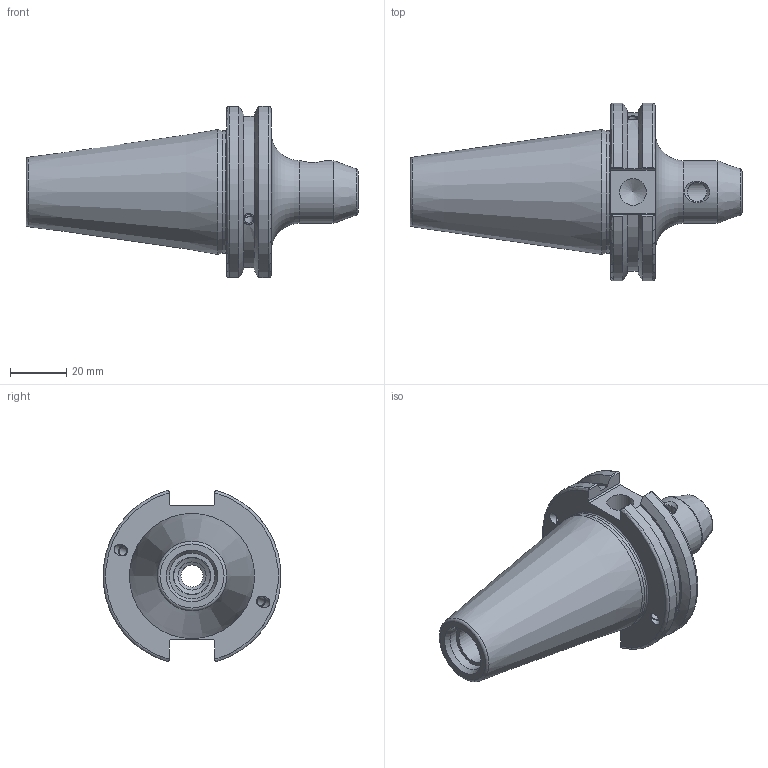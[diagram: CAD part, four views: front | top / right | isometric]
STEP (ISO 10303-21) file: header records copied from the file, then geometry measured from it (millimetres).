
FILE_DESCRIPTION(/* description */ (''),/* implementation_level */ '2;1');
FILE_NAME(/* name */ 'AK003C.stp',/* time_stamp */ '2022-07-22T09:43:11+09:00',/* author */ ('eos'),/* organization */ (''),/* preprocessor_version */ 'ST-DEVELOPER v18.1',/* originating_system */ 'Autodesk Inventor 2022',/* authorisation */ '');
FILE_SCHEMA (('AUTOMOTIVE_DESIGN { 1 0 10303 214 3 1 1 }'));
Length unit declared in the file: millimetre
Products named in the file (1): CAT50
Bounding box: 118.25 x 63.26 x 61.09 mm (x, y, z)
Volume: 111986.7 mm3; surface area: 23967.7 mm2
Topology: 1 solids, 1 shells, 91 faces, 256 edges, 166 vertices
Faces by surface type: plane 36, cylinder 31, cone 15, torus 9
Full cylindrical faces by diameter (mm): 2.6 x2, 3.242 x8, 4 x2, 4.2 x2, 6.782 x1, 7.938 x1, 9.525 x1, 10 x1, 13 x1, 13.386 x1, 16.3 x1, 22.352 x1, 43.6 x1
Entity records: 3380 total; most frequent: CARTESIAN_POINT 1006, ORIENTED_EDGE 506, DIRECTION 477, EDGE_CURVE 253, AXIS2_PLACEMENT_3D 189, VERTEX_POINT 166, EDGE_LOOP 109, LINE 99
